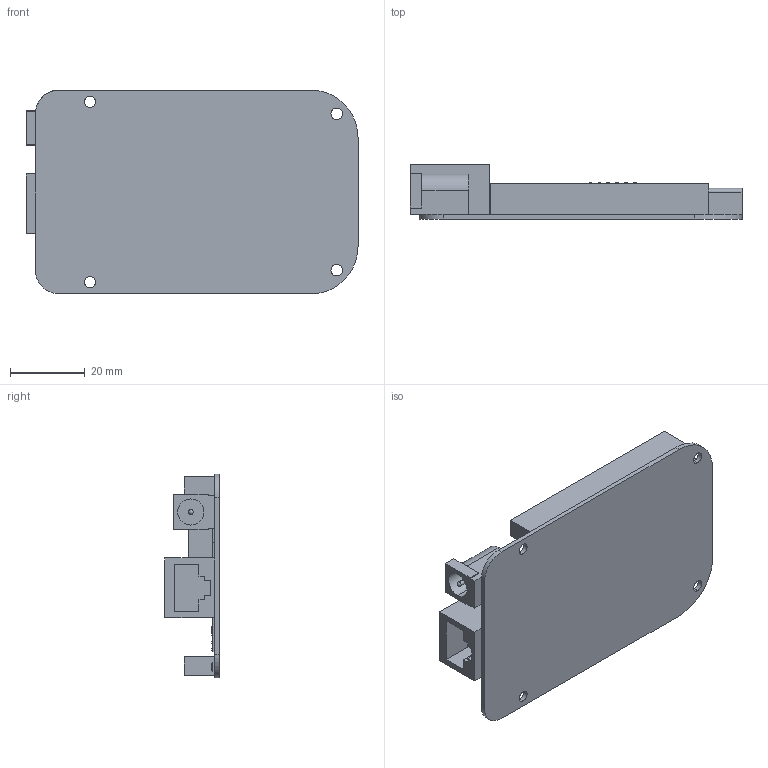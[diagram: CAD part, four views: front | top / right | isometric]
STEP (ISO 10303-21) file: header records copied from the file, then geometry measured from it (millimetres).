
FILE_DESCRIPTION (( 'STEP AP214' ), '1' );
FILE_NAME ('BeagleBone Black.STEP', '2018-04-19T21:19:41', ( '' ), ( '' ), 'SwSTEP 2.0', 'SolidWorks 2017', '' );
FILE_SCHEMA (( 'AUTOMOTIVE_DESIGN' ));
Length unit declared in the file: millimetre
Products named in the file (1): BeagleBone Black
Bounding box: 88.9 x 14.61 x 54.61 mm (x, y, z)
Volume: 14937 mm3; surface area: 19062.5 mm2
Topology: 1 solids, 1 shells, 730 faces, 1815 edges, 1207 vertices
Faces by surface type: plane 684, cylinder 37, sphere 7, torus 2
Entity records: 22974 total; most frequent: CARTESIAN_POINT 3717, ORIENTED_EDGE 3586, DIRECTION 3334, EDGE_CURVE 1793, VECTOR 1714, LINE 1714, VERTEX_POINT 1193, EDGE_LOOP 866
